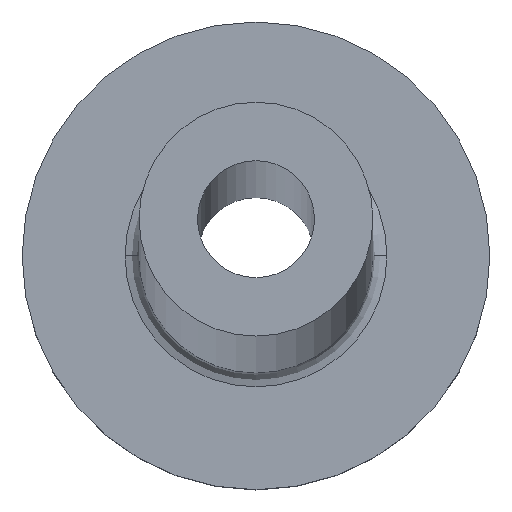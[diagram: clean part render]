
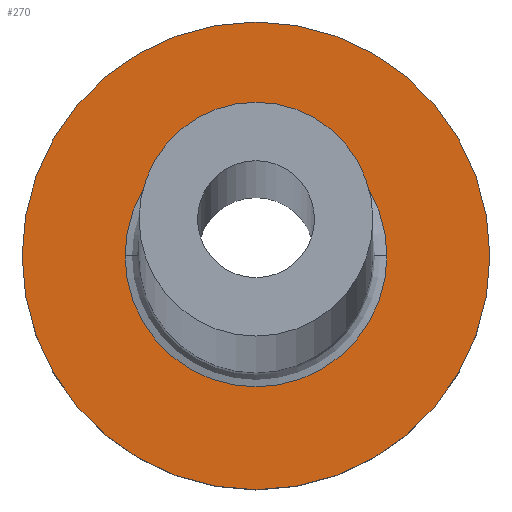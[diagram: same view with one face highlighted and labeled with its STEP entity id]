
A CAD part, top view. The second image highlights one B-rep face of the part: STEP entity #270.
In plain terms, the highlighted planar face has unit normal (0, 0, 1).
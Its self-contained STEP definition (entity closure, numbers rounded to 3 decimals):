
#2 = AXIS2_PLACEMENT_3D ( 'NONE', #158, #216, #97 ) ;
#12 = CIRCLE ( 'NONE', #85, 5. ) ;
#18 = VERTEX_POINT ( 'NONE', #171 ) ;
#19 = DIRECTION ( 'NONE',  ( 1., 0., 0. ) ) ;
#22 = AXIS2_PLACEMENT_3D ( 'NONE', #379, #283, #19 ) ;
#24 = PLANE ( 'NONE',  #22 ) ;
#45 = CARTESIAN_POINT ( 'NONE',  ( -5., 0., 3. ) ) ;
#52 = DIRECTION ( 'NONE',  ( 1., 0., 0. ) ) ;
#63 = ORIENTED_EDGE ( 'NONE', *, *, #226, .T. ) ;
#85 = AXIS2_PLACEMENT_3D ( 'NONE', #100, #209, #212 ) ;
#97 = DIRECTION ( 'NONE',  ( 1., 0., 0. ) ) ;
#100 = CARTESIAN_POINT ( 'NONE',  ( 0., 0., 3. ) ) ;
#107 = EDGE_LOOP ( 'NONE', ( #63, #369 ) ) ;
#109 = VERTEX_POINT ( 'NONE', #360 ) ;
#121 = AXIS2_PLACEMENT_3D ( 'NONE', #188, #276, #247 ) ;
#128 = CARTESIAN_POINT ( 'NONE',  ( 5., 0., 3. ) ) ;
#151 = EDGE_CURVE ( 'NONE', #109, #18, #339, .T. ) ;
#155 = EDGE_CURVE ( 'NONE', #218, #189, #12, .T. ) ;
#158 = CARTESIAN_POINT ( 'NONE',  ( 0., 0., 3. ) ) ;
#165 = AXIS2_PLACEMENT_3D ( 'NONE', #198, #322, #52 ) ;
#171 = CARTESIAN_POINT ( 'NONE',  ( 2.8, 0., 3. ) ) ;
#188 = CARTESIAN_POINT ( 'NONE',  ( 0., 0., 3. ) ) ;
#189 = VERTEX_POINT ( 'NONE', #128 ) ;
#192 = CIRCLE ( 'NONE', #2, 2.8 ) ;
#198 = CARTESIAN_POINT ( 'NONE',  ( 0., 0., 3. ) ) ;
#209 = DIRECTION ( 'NONE',  ( 0., 0., 1. ) ) ;
#212 = DIRECTION ( 'NONE',  ( 1., 0., 0. ) ) ;
#213 = EDGE_LOOP ( 'NONE', ( #239, #366 ) ) ;
#216 = DIRECTION ( 'NONE',  ( 0., 0., -1. ) ) ;
#218 = VERTEX_POINT ( 'NONE', #45 ) ;
#226 = EDGE_CURVE ( 'NONE', #18, #109, #192, .T. ) ;
#239 = ORIENTED_EDGE ( 'NONE', *, *, #155, .T. ) ;
#243 = CIRCLE ( 'NONE', #165, 5. ) ;
#247 = DIRECTION ( 'NONE',  ( 1., 0., 0. ) ) ;
#270 = ADVANCED_FACE ( 'NONE', ( #373, #380 ), #24, .T. ) ;
#276 = DIRECTION ( 'NONE',  ( 0., 0., -1. ) ) ;
#283 = DIRECTION ( 'NONE',  ( 0., 0., 1. ) ) ;
#322 = DIRECTION ( 'NONE',  ( 0., 0., 1. ) ) ;
#339 = CIRCLE ( 'NONE', #121, 2.8 ) ;
#352 = EDGE_CURVE ( 'NONE', #189, #218, #243, .T. ) ;
#360 = CARTESIAN_POINT ( 'NONE',  ( -2.8, 0., 3. ) ) ;
#366 = ORIENTED_EDGE ( 'NONE', *, *, #352, .T. ) ;
#369 = ORIENTED_EDGE ( 'NONE', *, *, #151, .T. ) ;
#373 = FACE_BOUND ( 'NONE', #107, .T. ) ;
#379 = CARTESIAN_POINT ( 'NONE',  ( 0., 0., 3. ) ) ;
#380 = FACE_OUTER_BOUND ( 'NONE', #213, .T. ) ;
